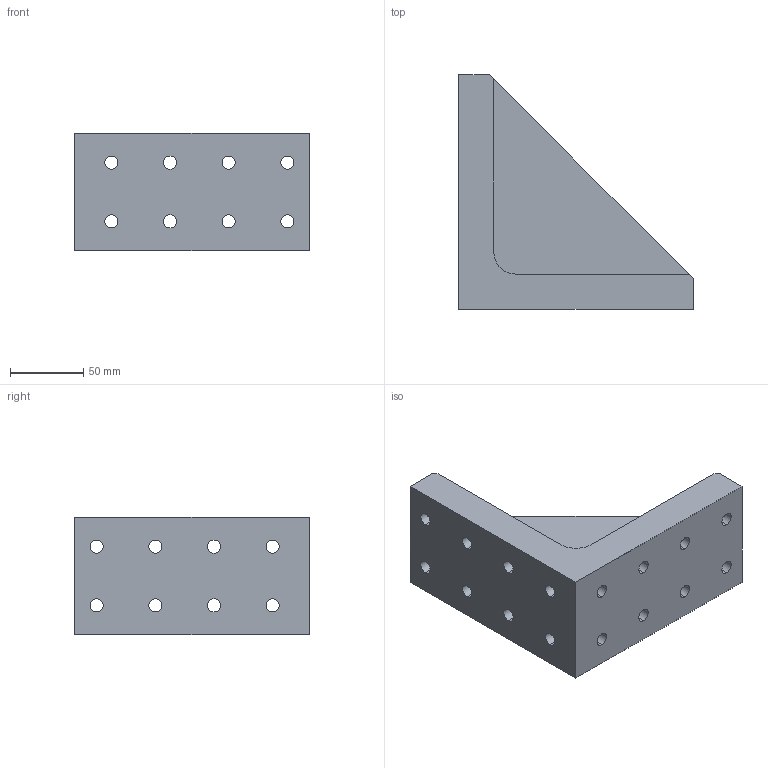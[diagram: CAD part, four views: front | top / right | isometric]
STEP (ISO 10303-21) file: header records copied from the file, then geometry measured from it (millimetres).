
FILE_DESCRIPTION (( 'STEP AP214' ), '1' );
FILE_NAME ('7268340', '2019-02-04T10:21:59', ( '' ), ('JUGARD+KÜNSTNER GmbH'), 'SwSTEP 2.0', 'SolidWorks 2017', '' );
FILE_SCHEMA (( 'AUTOMOTIVE_DESIGN' ));
Length unit declared in the file: millimetre
Products named in the file (1): 7268340_CNAJF00
Bounding box: 160 x 160 x 80 mm (x, y, z)
Volume: 413432.7 mm3; surface area: 98561.3 mm2
Topology: 1 solids, 1 shells, 71 faces, 199 edges, 126 vertices
Faces by surface type: cylinder 44, plane 23, bspline 4
Entity records: 2423 total; most frequent: CARTESIAN_POINT 453, DIRECTION 419, ORIENTED_EDGE 390, EDGE_CURVE 195, AXIS2_PLACEMENT_3D 156, VERTEX_POINT 126, LINE 107, VECTOR 107
